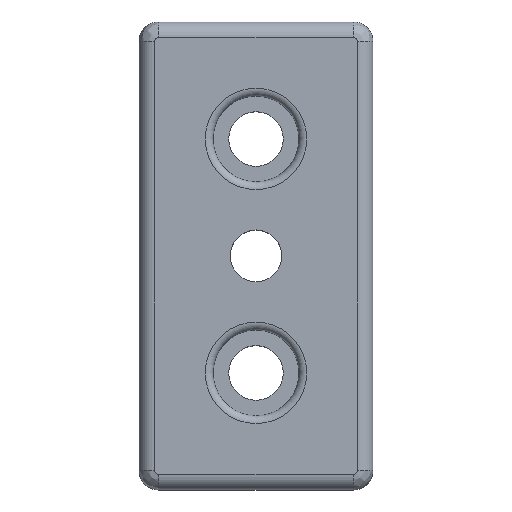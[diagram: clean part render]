
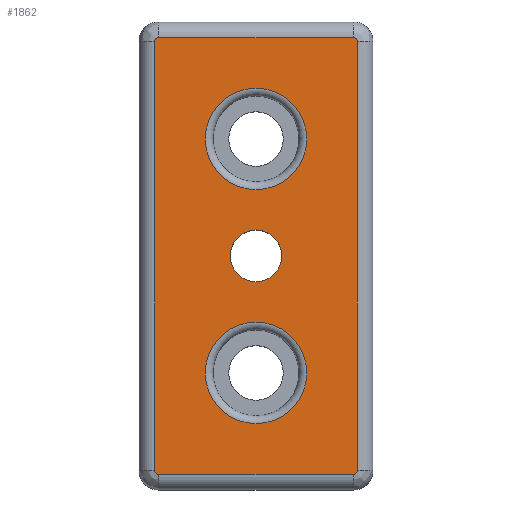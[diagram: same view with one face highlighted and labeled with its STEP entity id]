
A CAD part, top view. The second image highlights one B-rep face of the part: STEP entity #1862.
In plain terms, the highlighted planar face has unit normal (0, 0, 1).
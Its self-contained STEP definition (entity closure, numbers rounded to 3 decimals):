
#76=FACE_BOUND('',#551,.T.);
#77=FACE_BOUND('',#552,.T.);
#78=FACE_BOUND('',#553,.T.);
#92=LINE('',#2870,#245);
#93=LINE('',#2874,#246);
#94=LINE('',#2878,#247);
#95=LINE('',#2881,#248);
#245=VECTOR('',#2243,1000.);
#246=VECTOR('',#2246,1000.);
#247=VECTOR('',#2249,1000.);
#248=VECTOR('',#2252,1000.);
#398=PLANE('',#1994);
#443=FACE_OUTER_BOUND('',#550,.T.);
#550=EDGE_LOOP('',(#1291,#1292,#1293,#1294,#1295,#1296,#1297,#1298));
#551=EDGE_LOOP('',(#1299,#1300));
#552=EDGE_LOOP('',(#1301,#1302));
#553=EDGE_LOOP('',(#1303,#1304));
#672=CIRCLE('',#1989,6.5);
#673=CIRCLE('',#1990,6.5);
#677=CIRCLE('',#1995,0.5);
#678=CIRCLE('',#1996,0.5);
#679=CIRCLE('',#1997,0.5);
#680=CIRCLE('',#1998,0.5);
#681=CIRCLE('',#1999,6.5);
#682=CIRCLE('',#2000,6.5);
#683=CIRCLE('',#2001,3.324);
#684=CIRCLE('',#2002,3.324);
#806=VERTEX_POINT('',#2856);
#807=VERTEX_POINT('',#2857);
#810=VERTEX_POINT('',#2866);
#811=VERTEX_POINT('',#2867);
#812=VERTEX_POINT('',#2869);
#813=VERTEX_POINT('',#2871);
#814=VERTEX_POINT('',#2873);
#815=VERTEX_POINT('',#2875);
#816=VERTEX_POINT('',#2877);
#817=VERTEX_POINT('',#2879);
#818=VERTEX_POINT('',#2882);
#819=VERTEX_POINT('',#2883);
#820=VERTEX_POINT('',#2886);
#821=VERTEX_POINT('',#2887);
#998=EDGE_CURVE('',#806,#807,#672,.T.);
#999=EDGE_CURVE('',#807,#806,#673,.T.);
#1003=EDGE_CURVE('',#810,#811,#677,.F.);
#1004=EDGE_CURVE('',#811,#812,#92,.F.);
#1005=EDGE_CURVE('',#812,#813,#678,.F.);
#1006=EDGE_CURVE('',#813,#814,#93,.F.);
#1007=EDGE_CURVE('',#814,#815,#679,.F.);
#1008=EDGE_CURVE('',#815,#816,#94,.F.);
#1009=EDGE_CURVE('',#816,#817,#680,.F.);
#1010=EDGE_CURVE('',#817,#810,#95,.F.);
#1011=EDGE_CURVE('',#818,#819,#681,.T.);
#1012=EDGE_CURVE('',#819,#818,#682,.T.);
#1013=EDGE_CURVE('',#820,#821,#683,.T.);
#1014=EDGE_CURVE('',#821,#820,#684,.T.);
#1291=ORIENTED_EDGE('',*,*,#1003,.T.);
#1292=ORIENTED_EDGE('',*,*,#1004,.T.);
#1293=ORIENTED_EDGE('',*,*,#1005,.T.);
#1294=ORIENTED_EDGE('',*,*,#1006,.T.);
#1295=ORIENTED_EDGE('',*,*,#1007,.T.);
#1296=ORIENTED_EDGE('',*,*,#1008,.T.);
#1297=ORIENTED_EDGE('',*,*,#1009,.T.);
#1298=ORIENTED_EDGE('',*,*,#1010,.T.);
#1299=ORIENTED_EDGE('',*,*,#998,.T.);
#1300=ORIENTED_EDGE('',*,*,#999,.T.);
#1301=ORIENTED_EDGE('',*,*,#1011,.T.);
#1302=ORIENTED_EDGE('',*,*,#1012,.T.);
#1303=ORIENTED_EDGE('',*,*,#1013,.T.);
#1304=ORIENTED_EDGE('',*,*,#1014,.T.);
#1862=ADVANCED_FACE('',(#443,#76,#77,#78),#398,.F.);
#1989=AXIS2_PLACEMENT_3D('',#2858,#2229,#2230);
#1990=AXIS2_PLACEMENT_3D('',#2859,#2231,#2232);
#1994=AXIS2_PLACEMENT_3D('',#2865,#2239,#2240);
#1995=AXIS2_PLACEMENT_3D('',#2868,#2241,#2242);
#1996=AXIS2_PLACEMENT_3D('',#2872,#2244,#2245);
#1997=AXIS2_PLACEMENT_3D('',#2876,#2247,#2248);
#1998=AXIS2_PLACEMENT_3D('',#2880,#2250,#2251);
#1999=AXIS2_PLACEMENT_3D('',#2884,#2253,#2254);
#2000=AXIS2_PLACEMENT_3D('',#2885,#2255,#2256);
#2001=AXIS2_PLACEMENT_3D('',#2888,#2257,#2258);
#2002=AXIS2_PLACEMENT_3D('',#2889,#2259,#2260);
#2229=DIRECTION('center_axis',(0.,0.,-1.));
#2230=DIRECTION('ref_axis',(-1.,0.,0.));
#2231=DIRECTION('center_axis',(0.,0.,-1.));
#2232=DIRECTION('ref_axis',(-1.,0.,0.));
#2239=DIRECTION('center_axis',(0.,0.,-1.));
#2240=DIRECTION('ref_axis',(-1.,0.,0.));
#2241=DIRECTION('center_axis',(0.,0.,-1.));
#2242=DIRECTION('ref_axis',(-1.,0.,0.));
#2243=DIRECTION('',(1.,0.,0.));
#2244=DIRECTION('center_axis',(0.,0.,-1.));
#2245=DIRECTION('ref_axis',(-1.,0.,0.));
#2246=DIRECTION('',(0.,1.,0.));
#2247=DIRECTION('center_axis',(0.,0.,-1.));
#2248=DIRECTION('ref_axis',(-1.,0.,0.));
#2249=DIRECTION('',(-1.,0.,0.));
#2250=DIRECTION('center_axis',(0.,0.,-1.));
#2251=DIRECTION('ref_axis',(-1.,0.,0.));
#2252=DIRECTION('',(0.,-1.,0.));
#2253=DIRECTION('center_axis',(0.,0.,-1.));
#2254=DIRECTION('ref_axis',(-1.,0.,0.));
#2255=DIRECTION('center_axis',(0.,0.,-1.));
#2256=DIRECTION('ref_axis',(-1.,0.,0.));
#2257=DIRECTION('center_axis',(0.,0.,-1.));
#2258=DIRECTION('ref_axis',(-1.,0.,0.));
#2259=DIRECTION('center_axis',(0.,0.,-1.));
#2260=DIRECTION('ref_axis',(-1.,0.,0.));
#2856=CARTESIAN_POINT('',(-6.5,15.,12.));
#2857=CARTESIAN_POINT('',(6.5,15.,12.));
#2858=CARTESIAN_POINT('Origin',(0.,15.,12.));
#2859=CARTESIAN_POINT('Origin',(0.,15.,12.));
#2865=CARTESIAN_POINT('Origin',(-12.5,27.5,12.));
#2866=CARTESIAN_POINT('',(13.,27.5,12.));
#2867=CARTESIAN_POINT('',(12.5,28.,12.));
#2868=CARTESIAN_POINT('Origin',(12.5,27.5,12.));
#2869=CARTESIAN_POINT('',(-12.5,28.,12.));
#2870=CARTESIAN_POINT('',(-12.5,28.,12.));
#2871=CARTESIAN_POINT('',(-13.,27.5,12.));
#2872=CARTESIAN_POINT('Origin',(-12.5,27.5,12.));
#2873=CARTESIAN_POINT('',(-13.,-27.5,12.));
#2874=CARTESIAN_POINT('',(-13.,-27.5,12.));
#2875=CARTESIAN_POINT('',(-12.5,-28.,12.));
#2876=CARTESIAN_POINT('Origin',(-12.5,-27.5,12.));
#2877=CARTESIAN_POINT('',(12.5,-28.,12.));
#2878=CARTESIAN_POINT('',(12.5,-28.,12.));
#2879=CARTESIAN_POINT('',(13.,-27.5,12.));
#2880=CARTESIAN_POINT('Origin',(12.5,-27.5,12.));
#2881=CARTESIAN_POINT('',(13.,27.5,12.));
#2882=CARTESIAN_POINT('',(-6.5,-15.,12.));
#2883=CARTESIAN_POINT('',(6.5,-15.,12.));
#2884=CARTESIAN_POINT('Origin',(0.,-15.,12.));
#2885=CARTESIAN_POINT('Origin',(0.,-15.,12.));
#2886=CARTESIAN_POINT('',(-3.324,0.,12.));
#2887=CARTESIAN_POINT('',(3.324,0.,12.));
#2888=CARTESIAN_POINT('Origin',(0.,0.,12.));
#2889=CARTESIAN_POINT('Origin',(0.,0.,12.));
